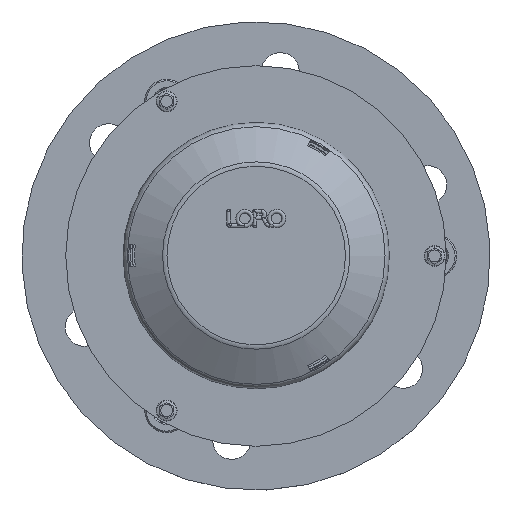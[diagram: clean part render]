
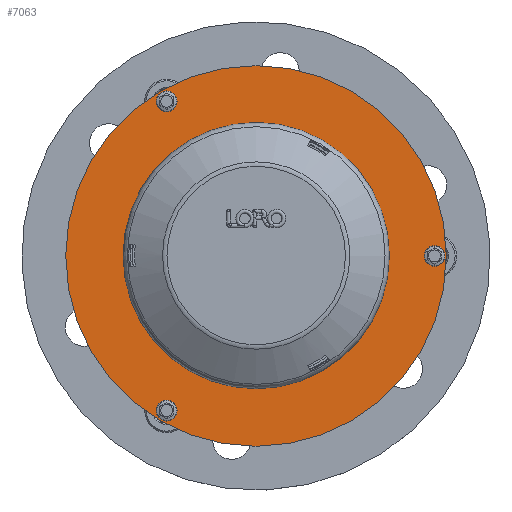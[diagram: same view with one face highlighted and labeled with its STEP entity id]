
A CAD part, top view. The second image highlights one B-rep face of the part: STEP entity #7063.
In plain terms, the highlighted planar face has unit normal (0, 0, 1).
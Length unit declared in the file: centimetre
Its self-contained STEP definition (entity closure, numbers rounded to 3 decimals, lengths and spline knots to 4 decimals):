
#162=FACE_BOUND('',#1205,.T.);
#163=FACE_BOUND('',#1206,.T.);
#164=FACE_BOUND('',#1207,.T.);
#165=FACE_BOUND('',#1208,.T.);
#339=PLANE('',#9123);
#738=FACE_OUTER_BOUND('',#1204,.T.);
#1204=EDGE_LOOP('',(#4627));
#1205=EDGE_LOOP('',(#4628));
#1206=EDGE_LOOP('',(#4629));
#1207=EDGE_LOOP('',(#4630));
#1208=EDGE_LOOP('',(#4631));
#1814=CIRCLE('',#9124,130.);
#1815=CIRCLE('',#9125,84.5);
#1816=CIRCLE('',#9126,4.);
#1817=CIRCLE('',#9127,4.);
#1818=CIRCLE('',#9128,4.);
#2320=VERTEX_POINT('',#12960);
#2321=VERTEX_POINT('',#12962);
#2322=VERTEX_POINT('',#12964);
#2323=VERTEX_POINT('',#12966);
#2324=VERTEX_POINT('',#12968);
#3220=EDGE_CURVE('',#2320,#2320,#1814,.T.);
#3221=EDGE_CURVE('',#2321,#2321,#1815,.T.);
#3222=EDGE_CURVE('',#2322,#2322,#1816,.T.);
#3223=EDGE_CURVE('',#2323,#2323,#1817,.T.);
#3224=EDGE_CURVE('',#2324,#2324,#1818,.T.);
#4627=ORIENTED_EDGE('',*,*,#3220,.T.);
#4628=ORIENTED_EDGE('',*,*,#3221,.F.);
#4629=ORIENTED_EDGE('',*,*,#3222,.T.);
#4630=ORIENTED_EDGE('',*,*,#3223,.T.);
#4631=ORIENTED_EDGE('',*,*,#3224,.T.);
#7063=ADVANCED_FACE('',(#738,#162,#163,#164,#165),#339,.T.);
#9123=AXIS2_PLACEMENT_3D('',#12959,#10236,#10237);
#9124=AXIS2_PLACEMENT_3D('',#12961,#10238,#10239);
#9125=AXIS2_PLACEMENT_3D('',#12963,#10240,#10241);
#9126=AXIS2_PLACEMENT_3D('',#12965,#10242,#10243);
#9127=AXIS2_PLACEMENT_3D('',#12967,#10244,#10245);
#9128=AXIS2_PLACEMENT_3D('',#12969,#10246,#10247);
#10236=DIRECTION('center_axis',(0.,0.,
1.));
#10237=DIRECTION('ref_axis',(1.,0.,0.));
#10238=DIRECTION('center_axis',(0.,0.,
1.));
#10239=DIRECTION('ref_axis',(0.,1.,0.));
#10240=DIRECTION('center_axis',(0.,0.,1.));
#10241=DIRECTION('ref_axis',(0.,-1.,0.));
#10242=DIRECTION('center_axis',(0.,0.,
-1.));
#10243=DIRECTION('ref_axis',(0.,-1.,0.));
#10244=DIRECTION('center_axis',(0.,0.,
-1.));
#10245=DIRECTION('ref_axis',(0.,1.,0.));
#10246=DIRECTION('center_axis',(0.,0.,
-1.));
#10247=DIRECTION('ref_axis',(0.,1.,0.));
#12959=CARTESIAN_POINT('Origin',(0.,0.,
25.5));
#12960=CARTESIAN_POINT('',(0.,-130.,25.5));
#12961=CARTESIAN_POINT('Origin',(0.,0.,
25.5));
#12962=CARTESIAN_POINT('',(0.,84.5,25.5));
#12963=CARTESIAN_POINT('Origin',(0.,0.,
25.5));
#12964=CARTESIAN_POINT('',(-61.,-101.6551,25.5));
#12965=CARTESIAN_POINT('Origin',(-61.,-105.6551,25.5));
#12966=CARTESIAN_POINT('',(122.,-4.,25.5));
#12967=CARTESIAN_POINT('Origin',(122.,0.,25.5));
#12968=CARTESIAN_POINT('',(-61.,101.6551,25.5));
#12969=CARTESIAN_POINT('Origin',(-61.,105.6551,25.5));
